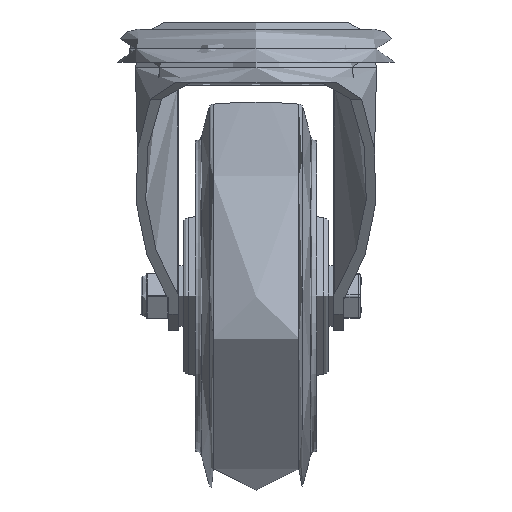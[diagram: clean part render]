
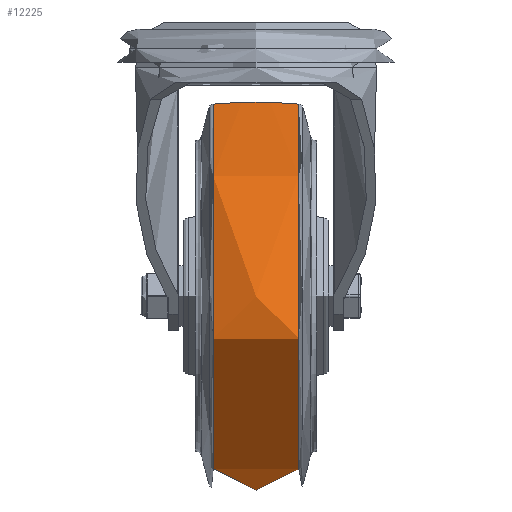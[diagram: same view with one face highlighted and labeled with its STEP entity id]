
A CAD part, left-side view. The second image highlights one B-rep face of the part: STEP entity #12225.
In plain terms, the highlighted free-form (B-spline) face has degree [2, 2] with [3, 9] control points.
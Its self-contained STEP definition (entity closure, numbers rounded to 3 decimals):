
#65=(
BOUNDED_SURFACE()
B_SPLINE_SURFACE(2,2,((#18718,#18719,#18720,#18721,#18722,#18723,#18724,
#18725,#18726),(#18727,#18728,#18729,#18730,#18731,#18732,#18733,#18734,
#18735),(#18736,#18737,#18738,#18739,#18740,#18741,#18742,#18743,#18744)),
 .UNSPECIFIED.,.F.,.T.,.F.)
B_SPLINE_SURFACE_WITH_KNOTS((3,3),(3,2,2,2,3),(-0.097,0.097),
(-3.142,-1.571,0.,1.571,3.142),
 .UNSPECIFIED.)
GEOMETRIC_REPRESENTATION_ITEM()
RATIONAL_B_SPLINE_SURFACE(((1.,0.707,1.,0.707,1.,
0.707,1.,0.707,1.),(0.995,0.704,
0.995,0.704,0.995,0.704,0.995,
0.704,0.995),(1.,0.707,1.,0.707,
1.,0.707,1.,0.707,1.)))
REPRESENTATION_ITEM('')
SURFACE()
);
#3464=FACE_OUTER_BOUND('',#4227,.T.);
#4227=EDGE_LOOP('',(#9190,#9191,#9192,#9193));
#5039=CIRCLE('',#13256,79.141);
#5040=CIRCLE('',#13257,181.);
#5041=CIRCLE('',#13258,79.141);
#5632=VERTEX_POINT('',#18715);
#5633=VERTEX_POINT('',#18745);
#6975=EDGE_CURVE('',#5632,#5632,#5039,.T.);
#6976=EDGE_CURVE('',#5632,#5633,#5040,.T.);
#6977=EDGE_CURVE('',#5633,#5633,#5041,.T.);
#9190=ORIENTED_EDGE('',*,*,#6975,.F.);
#9191=ORIENTED_EDGE('',*,*,#6976,.T.);
#9192=ORIENTED_EDGE('',*,*,#6977,.T.);
#9193=ORIENTED_EDGE('',*,*,#6976,.F.);
#12225=ADVANCED_FACE('',(#3464),#65,.F.);
#13256=AXIS2_PLACEMENT_3D('',#18717,#14781,#14782);
#13257=AXIS2_PLACEMENT_3D('',#18746,#14783,#14784);
#13258=AXIS2_PLACEMENT_3D('',#18747,#14785,#14786);
#14781=DIRECTION('center_axis',(0.,-1.,0.));
#14782=DIRECTION('ref_axis',(0.,0.,
1.));
#14783=DIRECTION('center_axis',(-1.,0.,0.));
#14784=DIRECTION('ref_axis',(0.,0.,1.));
#14785=DIRECTION('center_axis',(0.,-1.,0.));
#14786=DIRECTION('ref_axis',(0.,0.,
1.));
#18715=CARTESIAN_POINT('',(0.,-17.618,79.141));
#18717=CARTESIAN_POINT('Origin',(0.,-17.618,
0.));
#18718=CARTESIAN_POINT('Ctrl Pts',(0.,17.618,
79.141));
#18719=CARTESIAN_POINT('Ctrl Pts',(-79.141,17.618,79.141));
#18720=CARTESIAN_POINT('Ctrl Pts',(-79.141,17.618,0.));
#18721=CARTESIAN_POINT('Ctrl Pts',(-79.141,17.618,-79.141));
#18722=CARTESIAN_POINT('Ctrl Pts',(0.,17.618,
-79.141));
#18723=CARTESIAN_POINT('Ctrl Pts',(79.141,17.618,-79.141));
#18724=CARTESIAN_POINT('Ctrl Pts',(79.141,17.618,0.));
#18725=CARTESIAN_POINT('Ctrl Pts',(79.141,17.618,79.141));
#18726=CARTESIAN_POINT('Ctrl Pts',(0.,17.618,
79.141));
#18727=CARTESIAN_POINT('Ctrl Pts',(0.,0.,
80.864));
#18728=CARTESIAN_POINT('Ctrl Pts',(-80.864,0.,
80.864));
#18729=CARTESIAN_POINT('Ctrl Pts',(-80.864,0.,
0.));
#18730=CARTESIAN_POINT('Ctrl Pts',(-80.864,0.,
-80.864));
#18731=CARTESIAN_POINT('Ctrl Pts',(0.,0.,
-80.864));
#18732=CARTESIAN_POINT('Ctrl Pts',(80.864,0.,
-80.864));
#18733=CARTESIAN_POINT('Ctrl Pts',(80.864,0.,
0.));
#18734=CARTESIAN_POINT('Ctrl Pts',(80.864,0.,
80.864));
#18735=CARTESIAN_POINT('Ctrl Pts',(0.,0.,
80.864));
#18736=CARTESIAN_POINT('Ctrl Pts',(0.,-17.618,
79.141));
#18737=CARTESIAN_POINT('Ctrl Pts',(-79.141,-17.618,
79.141));
#18738=CARTESIAN_POINT('Ctrl Pts',(-79.141,-17.618,
0.));
#18739=CARTESIAN_POINT('Ctrl Pts',(-79.141,-17.618,
-79.141));
#18740=CARTESIAN_POINT('Ctrl Pts',(0.,-17.618,
-79.141));
#18741=CARTESIAN_POINT('Ctrl Pts',(79.141,-17.618,-79.141));
#18742=CARTESIAN_POINT('Ctrl Pts',(79.141,-17.618,0.));
#18743=CARTESIAN_POINT('Ctrl Pts',(79.141,-17.618,79.141));
#18744=CARTESIAN_POINT('Ctrl Pts',(0.,-17.618,
79.141));
#18745=CARTESIAN_POINT('',(0.,17.618,79.141));
#18746=CARTESIAN_POINT('Origin',(0.,0.,
-101.));
#18747=CARTESIAN_POINT('Origin',(0.,17.618,0.));
